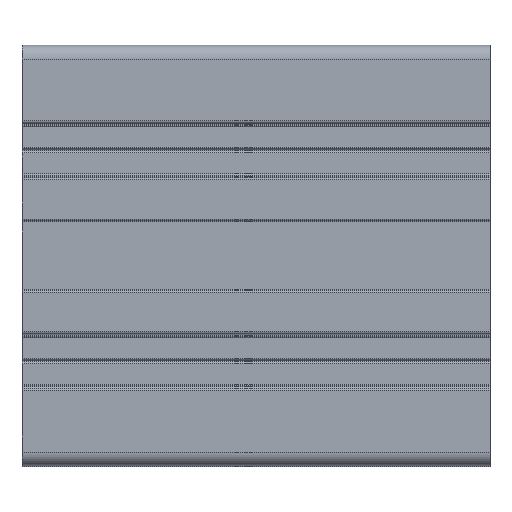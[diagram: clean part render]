
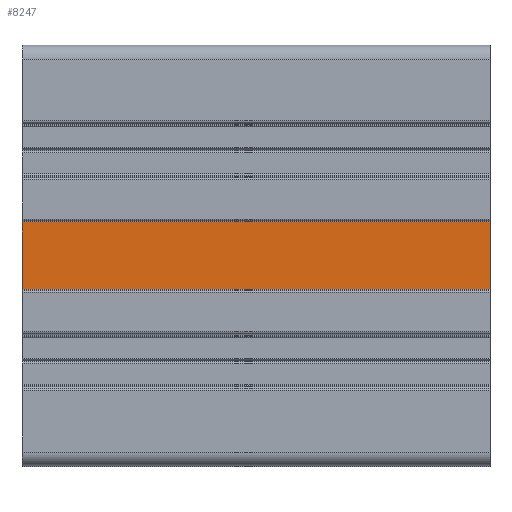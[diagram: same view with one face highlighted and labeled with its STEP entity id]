
A CAD part, top view. The second image highlights one B-rep face of the part: STEP entity #8247.
In plain terms, the highlighted planar face has unit normal (0, 0, 1).
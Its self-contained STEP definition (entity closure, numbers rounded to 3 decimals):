
#201 = VECTOR ( 'NONE', #11217, 1000. ) ;
#443 = DIRECTION ( 'NONE',  ( -1., 0., 0. ) ) ;
#590 = CARTESIAN_POINT ( 'NONE',  ( -40.816, 47.698, 44. ) ) ;
#1328 = CARTESIAN_POINT ( 'NONE',  ( 59.184, 62.098, 44. ) ) ;
#1719 = EDGE_CURVE ( 'NONE', #11489, #3500, #2828, .T. ) ;
#2153 = CARTESIAN_POINT ( 'NONE',  ( 59.184, 62.098, 44. ) ) ;
#2445 = DIRECTION ( 'NONE',  ( 0., -1., 0. ) ) ;
#2828 = LINE ( 'NONE', #5589, #3327 ) ;
#3327 = VECTOR ( 'NONE', #8910, 1000. ) ;
#3500 = VERTEX_POINT ( 'NONE', #590 ) ;
#3515 = ORIENTED_EDGE ( 'NONE', *, *, #19281, .F. ) ;
#3961 = CARTESIAN_POINT ( 'NONE',  ( 59.184, 62.098, 44. ) ) ;
#5589 = CARTESIAN_POINT ( 'NONE',  ( -40.816, 62.098, 44. ) ) ;
#6359 = CARTESIAN_POINT ( 'NONE',  ( 59.184, 47.698, 44. ) ) ;
#7307 = AXIS2_PLACEMENT_3D ( 'NONE', #10165, #19754, #443 ) ;
#7359 = EDGE_LOOP ( 'NONE', ( #10223, #3515, #11961, #7807 ) ) ;
#7373 = LINE ( 'NONE', #3961, #19244 ) ;
#7763 = VECTOR ( 'NONE', #2445, 1000. ) ;
#7773 = LINE ( 'NONE', #6359, #201 ) ;
#7807 = ORIENTED_EDGE ( 'NONE', *, *, #15412, .T. ) ;
#8247 = ADVANCED_FACE ( 'NONE', ( #14076 ), #19891, .F. ) ;
#8541 = EDGE_CURVE ( 'NONE', #18527, #17736, #13055, .T. ) ;
#8910 = DIRECTION ( 'NONE',  ( 0., -1., 0. ) ) ;
#9972 = CARTESIAN_POINT ( 'NONE',  ( 59.184, 47.698, 44. ) ) ;
#10165 = CARTESIAN_POINT ( 'NONE',  ( 59.184, 62.098, 44. ) ) ;
#10223 = ORIENTED_EDGE ( 'NONE', *, *, #1719, .T. ) ;
#11217 = DIRECTION ( 'NONE',  ( -1., 0., 0. ) ) ;
#11489 = VERTEX_POINT ( 'NONE', #14206 ) ;
#11961 = ORIENTED_EDGE ( 'NONE', *, *, #8541, .F. ) ;
#13055 = LINE ( 'NONE', #2153, #7763 ) ;
#14076 = FACE_OUTER_BOUND ( 'NONE', #7359, .T. ) ;
#14206 = CARTESIAN_POINT ( 'NONE',  ( -40.816, 62.098, 44. ) ) ;
#15412 = EDGE_CURVE ( 'NONE', #18527, #11489, #7373, .T. ) ;
#17736 = VERTEX_POINT ( 'NONE', #9972 ) ;
#18527 = VERTEX_POINT ( 'NONE', #1328 ) ;
#19244 = VECTOR ( 'NONE', #19802, 1000. ) ;
#19281 = EDGE_CURVE ( 'NONE', #17736, #3500, #7773, .T. ) ;
#19754 = DIRECTION ( 'NONE',  ( 0., 0., -1. ) ) ;
#19802 = DIRECTION ( 'NONE',  ( -1., 0., 0. ) ) ;
#19891 = PLANE ( 'NONE',  #7307 ) ;
